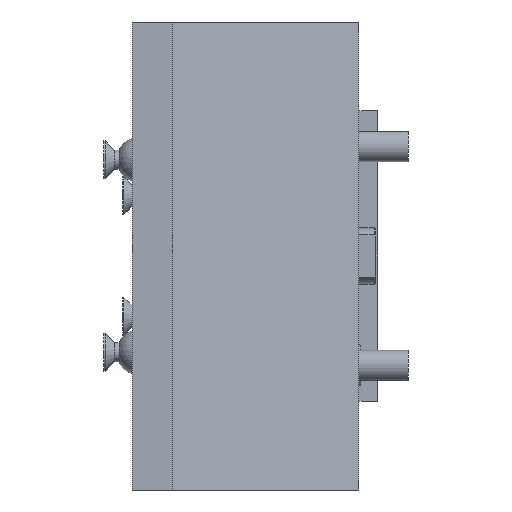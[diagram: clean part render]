
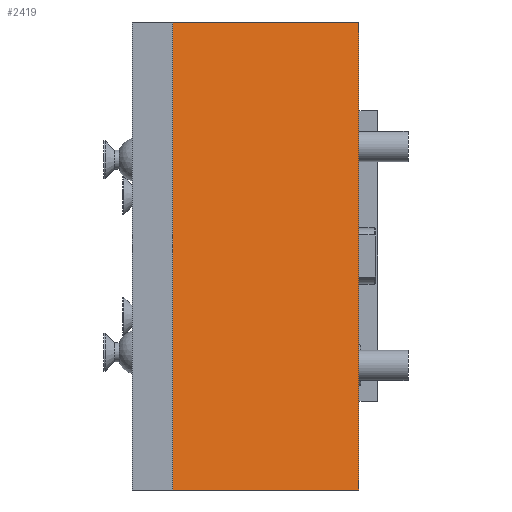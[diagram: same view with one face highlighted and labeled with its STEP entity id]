
A CAD part, front view. The second image highlights one B-rep face of the part: STEP entity #2419.
In plain terms, the highlighted planar face has unit normal (0.208, -0.978, 0).
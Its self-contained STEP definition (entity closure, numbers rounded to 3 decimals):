
#1=DIRECTION('',(-0.978,-0.208,0.));
#2=VECTOR('',#1,50.502);
#3=CARTESIAN_POINT('',(0.,-37.5,-62.));
#4=LINE('',#3,#2);
#21=DIRECTION('',(-0.978,-0.208,0.));
#22=VECTOR('',#21,50.502);
#23=CARTESIAN_POINT('',(0.,-37.5,62.));
#24=LINE('',#23,#22);
#41=DIRECTION('',(0.,0.,1.));
#42=VECTOR('',#41,124.);
#43=CARTESIAN_POINT('',(-49.399,-48.,-62.));
#44=LINE('',#43,#42);
#647=DIRECTION('',(0.,0.,-1.));
#648=VECTOR('',#647,124.);
#649=CARTESIAN_POINT('',(0.,-37.5,62.));
#650=LINE('',#649,#648);
#1891=CARTESIAN_POINT('',(0.,-37.5,62.));
#1892=CARTESIAN_POINT('',(-49.399,-48.,62.));
#1893=VERTEX_POINT('',#1891);
#1894=VERTEX_POINT('',#1892);
#1897=CARTESIAN_POINT('',(0.,-37.5,-62.));
#1898=VERTEX_POINT('',#1897);
#1901=CARTESIAN_POINT('',(-49.399,-48.,-62.));
#1902=VERTEX_POINT('',#1901);
#2405=CARTESIAN_POINT('',(0.,-37.5,62.));
#2406=DIRECTION('',(-0.208,0.978,0.));
#2407=DIRECTION('',(-0.978,-0.208,0.));
#2408=AXIS2_PLACEMENT_3D('',#2405,#2406,#2407);
#2409=PLANE('',#2408);
#2411=ORIENTED_EDGE('',*,*,#2410,.F.);
#2413=ORIENTED_EDGE('',*,*,#2412,.T.);
#2414=ORIENTED_EDGE('',*,*,#2392,.T.);
#2416=ORIENTED_EDGE('',*,*,#2415,.T.);
#2417=EDGE_LOOP('',(#2411,#2413,#2414,#2416));
#2418=FACE_OUTER_BOUND('',#2417,.F.);
#2419=ADVANCED_FACE('',(#2418),#2409,.F.);
#2392=EDGE_CURVE('',#1898,#1902,#4,.T.);
#2410=EDGE_CURVE('',#1893,#1894,#24,.T.);
#2412=EDGE_CURVE('',#1893,#1898,#650,.T.);
#2415=EDGE_CURVE('',#1902,#1894,#44,.T.);
